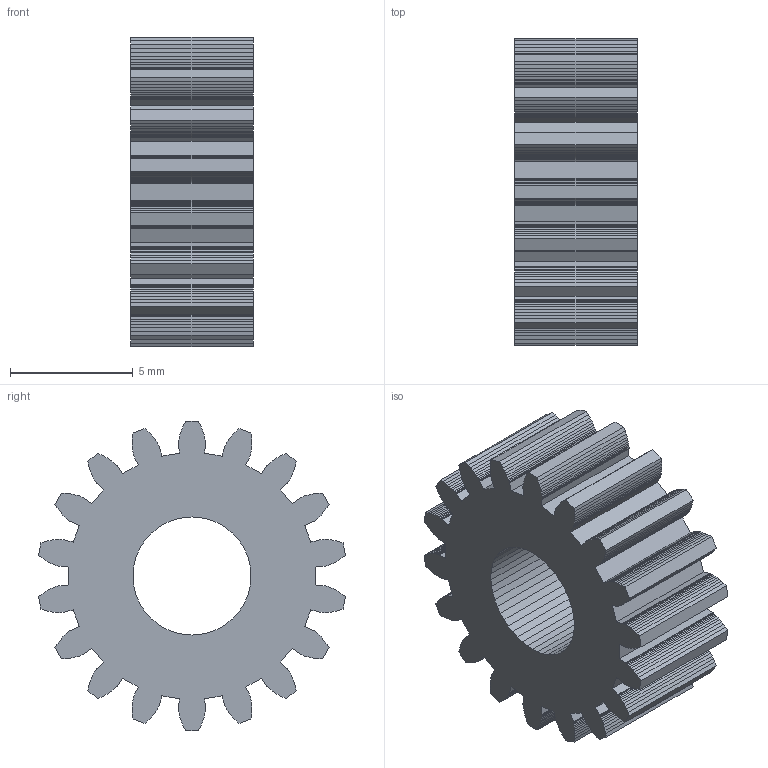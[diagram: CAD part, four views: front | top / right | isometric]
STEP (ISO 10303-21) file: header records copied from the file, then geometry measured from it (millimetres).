
FILE_DESCRIPTION(('FreeCAD Model'),'2;1');
FILE_NAME('pinion_v4.step', '2015-06-19T07:31:46',('Author'),(''), 'Open CASCADE STEP processor 6.8','FreeCAD','Unknown');
FILE_SCHEMA(('AUTOMOTIVE_DESIGN_CC2 { 1 2 10303 214 -1 1 5 4 }'));
Length unit declared in the file: millimetre
Products named in the file (1): pinion_final
Bounding box: 5 x 12.48 x 12.58 mm (x, y, z)
Volume: 413 mm3; surface area: 595.1 mm2
Topology: 1 solids, 1 shells, 556 faces, 1662 edges, 1108 vertices
Faces by surface type: plane 556
Entity records: 39737 total; most frequent: CARTESIAN_POINT 6851, DIRECTION 5900, LINE 4786, VECTOR 4786, ORIENTED_EDGE 3324, PCURVE 3324, DEFINITIONAL_REPRESENTATION 3324, EDGE_CURVE 1662
